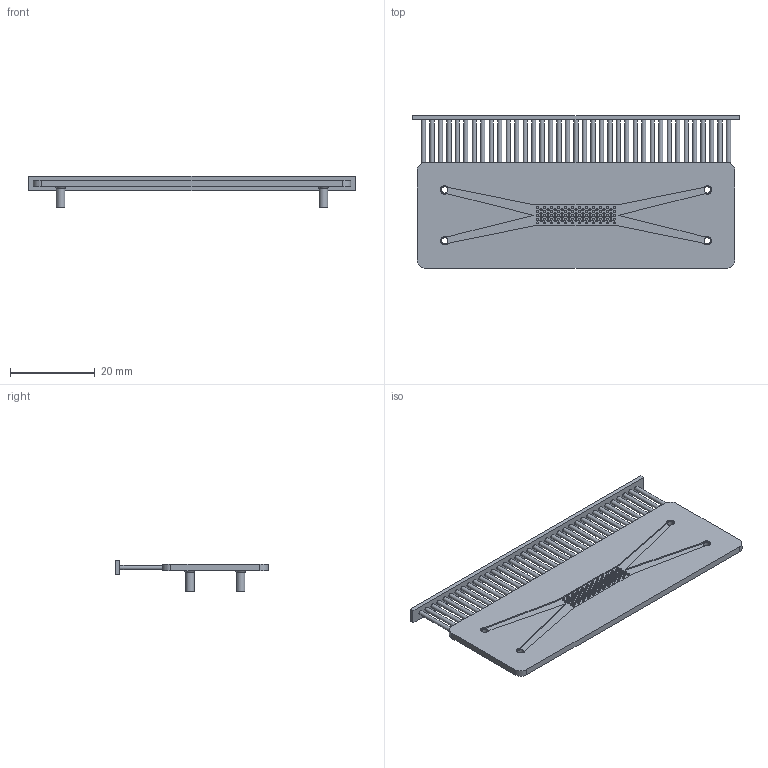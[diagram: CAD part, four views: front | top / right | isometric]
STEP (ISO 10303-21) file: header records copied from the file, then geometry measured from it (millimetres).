
FILE_DESCRIPTION(/* description */ (''),/* implementation_level */ '2;1');
FILE_NAME(/* name */ 'LAB1.stp',/* time_stamp */ '2024-09-22T20:31:45+02:00',/* author */ ('tomky'),/* organization */ (''),/* preprocessor_version */ 'ST-DEVELOPER v20',/* originating_system */ 'Autodesk Inventor 2025',/* authorisation */ '');
FILE_SCHEMA (('AUTOMOTIVE_DESIGN { 1 0 10303 214 3 1 1 }'));
Length unit declared in the file: millimetre
Products named in the file (1): LAB1
Bounding box: 77 x 36 x 7.5 mm (x, y, z)
Volume: 3302.7 mm3; surface area: 6245 mm2
Topology: 1 solids, 1 shells, 465 faces, 1025 edges, 713 vertices
Faces by surface type: plane 217, cylinder 157, bspline 87, torus 4
Full cylindrical faces by diameter (mm): 0.5 x104, 1 x37, 1.5 x4, 2 x4
Entity records: 13492 total; most frequent: CARTESIAN_POINT 3311, ORIENTED_EDGE 2002, DIRECTION 1924, EDGE_CURVE 1001, AXIS2_PLACEMENT_3D 710, EDGE_LOOP 670, VERTEX_POINT 665, LINE 504
